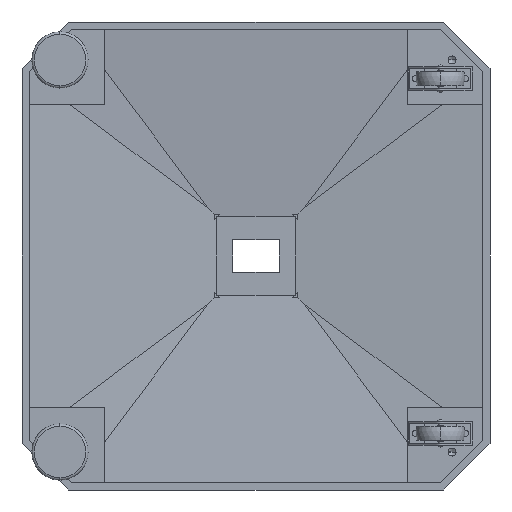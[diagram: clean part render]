
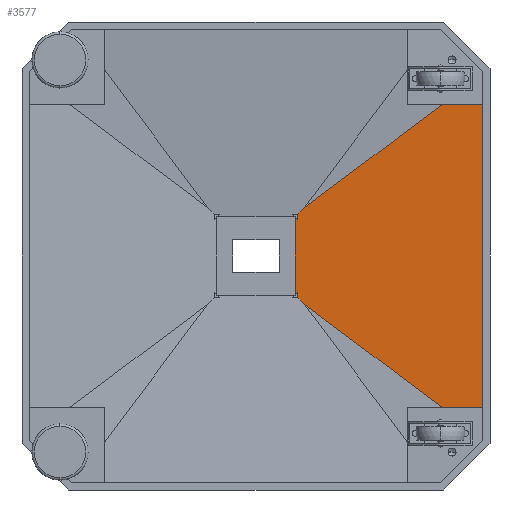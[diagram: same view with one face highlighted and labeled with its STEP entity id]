
A CAD part, front view. The second image highlights one B-rep face of the part: STEP entity #3577.
In plain terms, the highlighted planar face has unit normal (-0.1, -0.995, 0).
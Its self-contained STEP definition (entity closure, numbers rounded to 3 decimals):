
#1111=DIRECTION('',(-0.705,0.071,0.705));
#1112=VECTOR('',#1111,9.026);
#1113=CARTESIAN_POINT('',(50.967,71.863,-50.967));
#1114=LINE('',#1113,#1112);
#1174=DIRECTION('',(0.,0.,-1.));
#1175=VECTOR('',#1174,5.516);
#1176=CARTESIAN_POINT('',(44.601,72.5,-39.085));
#1177=LINE('',#1176,#1175);
#1188=DIRECTION('',(0.,0.,-1.));
#1189=VECTOR('',#1188,5.516);
#1190=CARTESIAN_POINT('',(44.601,72.5,44.601));
#1191=LINE('',#1190,#1189);
#1474=DIRECTION('',(0.,0.,-1.));
#1475=VECTOR('',#1474,324.);
#1476=CARTESIAN_POINT('',(242.,52.76,162.));
#1477=LINE('',#1476,#1475);
#1560=DIRECTION('',(-0.995,0.1,0.));
#1561=VECTOR('',#1560,43.204);
#1562=CARTESIAN_POINT('',(242.,52.76,-162.));
#1563=LINE('',#1562,#1561);
#1567=DIRECTION('',(0.797,-0.08,-0.598));
#1568=VECTOR('',#1567,185.645);
#1569=CARTESIAN_POINT('',(50.967,71.863,-50.967));
#1570=LINE('',#1569,#1568);
#1574=DIRECTION('',(0.,0.,-1.));
#1575=VECTOR('',#1574,83.573);
#1576=CARTESIAN_POINT('',(41.9,72.77,41.786));
#1577=LINE('',#1576,#1575);
#1581=DIRECTION('',(-0.705,0.071,-0.705));
#1582=VECTOR('',#1581,9.026);
#1583=CARTESIAN_POINT('',(50.967,71.863,50.967));
#1584=LINE('',#1583,#1582);
#1588=DIRECTION('',(0.797,-0.08,0.598));
#1589=VECTOR('',#1588,185.645);
#1590=CARTESIAN_POINT('',(50.967,71.863,50.967));
#1591=LINE('',#1590,#1589);
#1595=DIRECTION('',(-0.995,0.1,0.));
#1596=VECTOR('',#1595,43.204);
#1597=CARTESIAN_POINT('',(242.,52.76,162.));
#1598=LINE('',#1597,#1596);
#1623=DIRECTION('',(-0.705,0.071,-0.705));
#1624=VECTOR('',#1623,3.829);
#1625=CARTESIAN_POINT('',(44.601,72.5,-39.085));
#1626=LINE('',#1625,#1624);
#1651=DIRECTION('',(0.705,-0.071,-0.705));
#1652=VECTOR('',#1651,3.829);
#1653=CARTESIAN_POINT('',(41.9,72.77,41.786));
#1654=LINE('',#1653,#1652);
#2004=CARTESIAN_POINT('',(44.601,72.5,39.085));
#2006=VERTEX_POINT('',#2004);
#2013=CARTESIAN_POINT('',(44.601,72.5,-39.085));
#2015=VERTEX_POINT('',#2013);
#2024=CARTESIAN_POINT('',(44.601,72.5,-44.601));
#2025=VERTEX_POINT('',#2024);
#2026=CARTESIAN_POINT('',(44.601,72.5,44.601));
#2027=VERTEX_POINT('',#2026);
#2032=CARTESIAN_POINT('',(50.967,71.863,-50.967));
#2033=VERTEX_POINT('',#2032);
#2034=CARTESIAN_POINT('',(50.967,71.863,50.967));
#2035=VERTEX_POINT('',#2034);
#2064=CARTESIAN_POINT('',(41.9,72.77,41.786));
#2065=VERTEX_POINT('',#2064);
#2066=CARTESIAN_POINT('',(41.9,72.77,-41.786));
#2067=VERTEX_POINT('',#2066);
#2142=CARTESIAN_POINT('',(242.,52.76,162.));
#2143=VERTEX_POINT('',#2142);
#2146=CARTESIAN_POINT('',(199.011,57.059,162.));
#2147=VERTEX_POINT('',#2146);
#2156=CARTESIAN_POINT('',(242.,52.76,-162.));
#2157=VERTEX_POINT('',#2156);
#2166=CARTESIAN_POINT('',(199.011,57.059,-162.));
#2167=VERTEX_POINT('',#2166);
#3553=CARTESIAN_POINT('',(249.204,52.04,-300.));
#3554=DIRECTION('',(0.1,0.995,0.));
#3555=DIRECTION('',(-0.995,0.1,0.));
#3556=AXIS2_PLACEMENT_3D('',#3553,#3554,#3555);
#3557=PLANE('',#3556);
#3559=ORIENTED_EDGE('',*,*,#3558,.T.);
#3560=ORIENTED_EDGE('',*,*,#3546,.F.);
#3561=ORIENTED_EDGE('',*,*,#3170,.T.);
#3562=ORIENTED_EDGE('',*,*,#3222,.F.);
#3564=ORIENTED_EDGE('',*,*,#3563,.T.);
#3565=ORIENTED_EDGE('',*,*,#3007,.F.);
#3567=ORIENTED_EDGE('',*,*,#3566,.T.);
#3568=ORIENTED_EDGE('',*,*,#3235,.F.);
#3569=ORIENTED_EDGE('',*,*,#3269,.F.);
#3571=ORIENTED_EDGE('',*,*,#3570,.T.);
#3573=ORIENTED_EDGE('',*,*,#3572,.F.);
#3574=ORIENTED_EDGE('',*,*,#3478,.T.);
#3575=EDGE_LOOP('',(#3559,#3560,#3561,#3562,#3564,#3565,#3567,#3568,#3569,#3571,
#3573,#3574));
#3576=FACE_OUTER_BOUND('',#3575,.F.);
#3577=ADVANCED_FACE('',(#3576),#3557,.F.);
#3007=EDGE_CURVE('',#2065,#2067,#1577,.T.);
#3170=EDGE_CURVE('',#2033,#2025,#1114,.T.);
#3222=EDGE_CURVE('',#2015,#2025,#1177,.T.);
#3235=EDGE_CURVE('',#2027,#2006,#1191,.T.);
#3269=EDGE_CURVE('',#2035,#2027,#1584,.T.);
#3478=EDGE_CURVE('',#2143,#2157,#1477,.T.);
#3546=EDGE_CURVE('',#2033,#2167,#1570,.T.);
#3558=EDGE_CURVE('',#2157,#2167,#1563,.T.);
#3563=EDGE_CURVE('',#2015,#2067,#1626,.T.);
#3566=EDGE_CURVE('',#2065,#2006,#1654,.T.);
#3570=EDGE_CURVE('',#2035,#2147,#1591,.T.);
#3572=EDGE_CURVE('',#2143,#2147,#1598,.T.);
